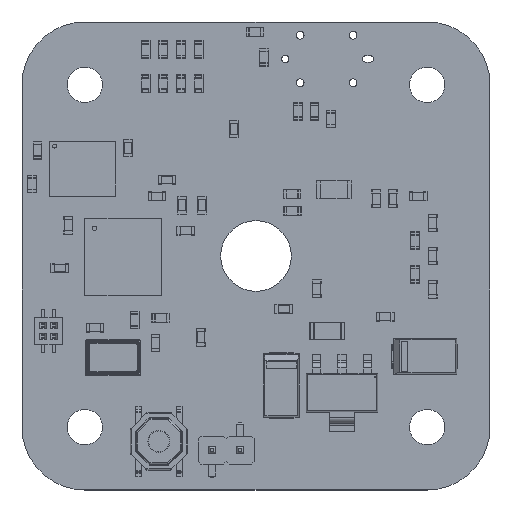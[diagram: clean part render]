
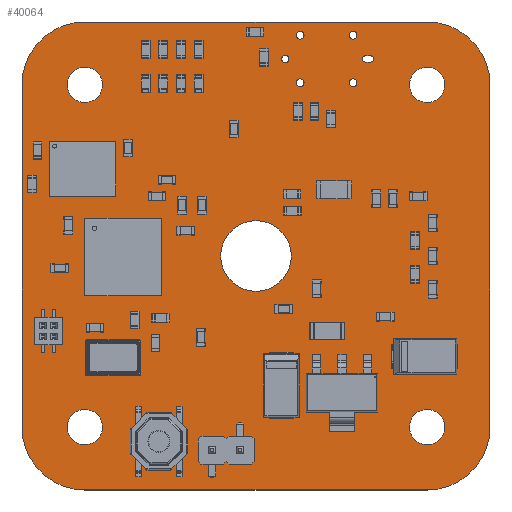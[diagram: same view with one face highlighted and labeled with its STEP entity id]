
A CAD part, top view. The second image highlights one B-rep face of the part: STEP entity #40064.
In plain terms, the highlighted planar face has unit normal (0, 0, 1).
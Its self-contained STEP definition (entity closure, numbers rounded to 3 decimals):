
#39769 = VERTEX_POINT('',#39770);
#39770 = CARTESIAN_POINT('',(164.3,-76.,1.51));
#39776 = EDGE_CURVE('',#39769,#39777,#39779,.T.);
#39777 = VERTEX_POINT('',#39778);
#39778 = CARTESIAN_POINT('',(170.,-81.7,1.51));
#39779 = CIRCLE('',#39780,5.7);
#39780 = AXIS2_PLACEMENT_3D('',#39781,#39782,#39783);
#39781 = CARTESIAN_POINT('',(164.3,-81.7,1.51));
#39782 = DIRECTION('',(0.,0.,-1.));
#39783 = DIRECTION('',(0.,1.,0.));
#39811 = VERTEX_POINT('',#39812);
#39812 = CARTESIAN_POINT('',(133.3,-76.,1.51));
#39818 = EDGE_CURVE('',#39811,#39769,#39819,.T.);
#39819 = LINE('',#39820,#39821);
#39820 = CARTESIAN_POINT('',(133.3,-76.,1.51));
#39821 = VECTOR('',#39822,1.);
#39822 = DIRECTION('',(1.,0.,0.));
#39840 = EDGE_CURVE('',#39777,#39841,#39843,.T.);
#39841 = VERTEX_POINT('',#39842);
#39842 = CARTESIAN_POINT('',(170.,-112.7,1.51));
#39843 = LINE('',#39844,#39845);
#39844 = CARTESIAN_POINT('',(170.,-81.7,1.51));
#39845 = VECTOR('',#39846,1.);
#39846 = DIRECTION('',(0.,-1.,0.));
#40064 = ADVANCED_FACE('',(#40065,#40111,#40122,#40133,#40144,#40155,
    #40166,#40177,#40188,#40199,#40210,#40246),#40257,.T.);
#40065 = FACE_BOUND('',#40066,.T.);
#40066 = EDGE_LOOP('',(#40067,#40068,#40069,#40078,#40086,#40095,#40103,
    #40110));
#40067 = ORIENTED_EDGE('',*,*,#39776,.F.);
#40068 = ORIENTED_EDGE('',*,*,#39818,.F.);
#40069 = ORIENTED_EDGE('',*,*,#40070,.F.);
#40070 = EDGE_CURVE('',#40071,#39811,#40073,.T.);
#40071 = VERTEX_POINT('',#40072);
#40072 = CARTESIAN_POINT('',(127.6,-81.7,1.51));
#40073 = CIRCLE('',#40074,5.7);
#40074 = AXIS2_PLACEMENT_3D('',#40075,#40076,#40077);
#40075 = CARTESIAN_POINT('',(133.3,-81.7,1.51));
#40076 = DIRECTION('',(0.,0.,-1.));
#40077 = DIRECTION('',(-1.,0.,-0.));
#40078 = ORIENTED_EDGE('',*,*,#40079,.F.);
#40079 = EDGE_CURVE('',#40080,#40071,#40082,.T.);
#40080 = VERTEX_POINT('',#40081);
#40081 = CARTESIAN_POINT('',(127.6,-112.7,1.51));
#40082 = LINE('',#40083,#40084);
#40083 = CARTESIAN_POINT('',(127.6,-112.7,1.51));
#40084 = VECTOR('',#40085,1.);
#40085 = DIRECTION('',(0.,1.,0.));
#40086 = ORIENTED_EDGE('',*,*,#40087,.F.);
#40087 = EDGE_CURVE('',#40088,#40080,#40090,.T.);
#40088 = VERTEX_POINT('',#40089);
#40089 = CARTESIAN_POINT('',(133.3,-118.4,1.51));
#40090 = CIRCLE('',#40091,5.7);
#40091 = AXIS2_PLACEMENT_3D('',#40092,#40093,#40094);
#40092 = CARTESIAN_POINT('',(133.3,-112.7,1.51));
#40093 = DIRECTION('',(0.,0.,-1.));
#40094 = DIRECTION('',(0.,-1.,0.));
#40095 = ORIENTED_EDGE('',*,*,#40096,.F.);
#40096 = EDGE_CURVE('',#40097,#40088,#40099,.T.);
#40097 = VERTEX_POINT('',#40098);
#40098 = CARTESIAN_POINT('',(164.3,-118.4,1.51));
#40099 = LINE('',#40100,#40101);
#40100 = CARTESIAN_POINT('',(164.3,-118.4,1.51));
#40101 = VECTOR('',#40102,1.);
#40102 = DIRECTION('',(-1.,0.,0.));
#40103 = ORIENTED_EDGE('',*,*,#40104,.F.);
#40104 = EDGE_CURVE('',#39841,#40097,#40105,.T.);
#40105 = CIRCLE('',#40106,5.7);
#40106 = AXIS2_PLACEMENT_3D('',#40107,#40108,#40109);
#40107 = CARTESIAN_POINT('',(164.3,-112.7,1.51));
#40108 = DIRECTION('',(0.,0.,-1.));
#40109 = DIRECTION('',(1.,0.,0.));
#40110 = ORIENTED_EDGE('',*,*,#39840,.F.);
#40111 = FACE_BOUND('',#40112,.T.);
#40112 = EDGE_LOOP('',(#40113));
#40113 = ORIENTED_EDGE('',*,*,#40114,.T.);
#40114 = EDGE_CURVE('',#40115,#40115,#40117,.T.);
#40115 = VERTEX_POINT('',#40116);
#40116 = CARTESIAN_POINT('',(133.3,-114.3,1.51));
#40117 = CIRCLE('',#40118,1.6);
#40118 = AXIS2_PLACEMENT_3D('',#40119,#40120,#40121);
#40119 = CARTESIAN_POINT('',(133.3,-112.7,1.51));
#40120 = DIRECTION('',(-0.,0.,-1.));
#40121 = DIRECTION('',(-0.,-1.,0.));
#40122 = FACE_BOUND('',#40123,.T.);
#40123 = EDGE_LOOP('',(#40124));
#40124 = ORIENTED_EDGE('',*,*,#40125,.T.);
#40125 = EDGE_CURVE('',#40126,#40126,#40128,.T.);
#40126 = VERTEX_POINT('',#40127);
#40127 = CARTESIAN_POINT('',(164.3,-114.3,1.51));
#40128 = CIRCLE('',#40129,1.6);
#40129 = AXIS2_PLACEMENT_3D('',#40130,#40131,#40132);
#40130 = CARTESIAN_POINT('',(164.3,-112.7,1.51));
#40131 = DIRECTION('',(-0.,0.,-1.));
#40132 = DIRECTION('',(-0.,-1.,0.));
#40133 = FACE_BOUND('',#40134,.T.);
#40134 = EDGE_LOOP('',(#40135));
#40135 = ORIENTED_EDGE('',*,*,#40136,.F.);
#40136 = EDGE_CURVE('',#40137,#40137,#40139,.T.);
#40137 = VERTEX_POINT('',#40138);
#40138 = CARTESIAN_POINT('',(152.,-97.2,1.51));
#40139 = CIRCLE('',#40140,3.2);
#40140 = AXIS2_PLACEMENT_3D('',#40141,#40142,#40143);
#40141 = CARTESIAN_POINT('',(148.8,-97.2,1.51));
#40142 = DIRECTION('',(0.,0.,1.));
#40143 = DIRECTION('',(1.,0.,-0.));
#40144 = FACE_BOUND('',#40145,.T.);
#40145 = EDGE_LOOP('',(#40146));
#40146 = ORIENTED_EDGE('',*,*,#40147,.T.);
#40147 = EDGE_CURVE('',#40148,#40148,#40150,.T.);
#40148 = VERTEX_POINT('',#40149);
#40149 = CARTESIAN_POINT('',(133.3,-83.3,1.51));
#40150 = CIRCLE('',#40151,1.6);
#40151 = AXIS2_PLACEMENT_3D('',#40152,#40153,#40154);
#40152 = CARTESIAN_POINT('',(133.3,-81.7,1.51));
#40153 = DIRECTION('',(-0.,0.,-1.));
#40154 = DIRECTION('',(-0.,-1.,0.));
#40155 = FACE_BOUND('',#40156,.T.);
#40156 = EDGE_LOOP('',(#40157));
#40157 = ORIENTED_EDGE('',*,*,#40158,.T.);
#40158 = EDGE_CURVE('',#40159,#40159,#40161,.T.);
#40159 = VERTEX_POINT('',#40160);
#40160 = CARTESIAN_POINT('',(152.8,-81.85,1.51));
#40161 = CIRCLE('',#40162,0.35);
#40162 = AXIS2_PLACEMENT_3D('',#40163,#40164,#40165);
#40163 = CARTESIAN_POINT('',(152.8,-81.5,1.51));
#40164 = DIRECTION('',(-0.,0.,-1.));
#40165 = DIRECTION('',(-0.,-1.,0.));
#40166 = FACE_BOUND('',#40167,.T.);
#40167 = EDGE_LOOP('',(#40168));
#40168 = ORIENTED_EDGE('',*,*,#40169,.T.);
#40169 = EDGE_CURVE('',#40170,#40170,#40172,.T.);
#40170 = VERTEX_POINT('',#40171);
#40171 = CARTESIAN_POINT('',(151.45,-79.68,1.51));
#40172 = CIRCLE('',#40173,0.33);
#40173 = AXIS2_PLACEMENT_3D('',#40174,#40175,#40176);
#40174 = CARTESIAN_POINT('',(151.45,-79.35,1.51));
#40175 = DIRECTION('',(-0.,0.,-1.));
#40176 = DIRECTION('',(-0.,-1.,0.));
#40177 = FACE_BOUND('',#40178,.T.);
#40178 = EDGE_LOOP('',(#40179));
#40179 = ORIENTED_EDGE('',*,*,#40180,.T.);
#40180 = EDGE_CURVE('',#40181,#40181,#40183,.T.);
#40181 = VERTEX_POINT('',#40182);
#40182 = CARTESIAN_POINT('',(152.8,-77.55,1.51));
#40183 = CIRCLE('',#40184,0.35);
#40184 = AXIS2_PLACEMENT_3D('',#40185,#40186,#40187);
#40185 = CARTESIAN_POINT('',(152.8,-77.2,1.51));
#40186 = DIRECTION('',(-0.,0.,-1.));
#40187 = DIRECTION('',(-0.,-1.,0.));
#40188 = FACE_BOUND('',#40189,.T.);
#40189 = EDGE_LOOP('',(#40190));
#40190 = ORIENTED_EDGE('',*,*,#40191,.T.);
#40191 = EDGE_CURVE('',#40192,#40192,#40194,.T.);
#40192 = VERTEX_POINT('',#40193);
#40193 = CARTESIAN_POINT('',(164.3,-83.3,1.51));
#40194 = CIRCLE('',#40195,1.6);
#40195 = AXIS2_PLACEMENT_3D('',#40196,#40197,#40198);
#40196 = CARTESIAN_POINT('',(164.3,-81.7,1.51));
#40197 = DIRECTION('',(-0.,0.,-1.));
#40198 = DIRECTION('',(-0.,-1.,0.));
#40199 = FACE_BOUND('',#40200,.T.);
#40200 = EDGE_LOOP('',(#40201));
#40201 = ORIENTED_EDGE('',*,*,#40202,.T.);
#40202 = EDGE_CURVE('',#40203,#40203,#40205,.T.);
#40203 = VERTEX_POINT('',#40204);
#40204 = CARTESIAN_POINT('',(157.6,-81.85,1.51));
#40205 = CIRCLE('',#40206,0.35);
#40206 = AXIS2_PLACEMENT_3D('',#40207,#40208,#40209);
#40207 = CARTESIAN_POINT('',(157.6,-81.5,1.51));
#40208 = DIRECTION('',(-0.,0.,-1.));
#40209 = DIRECTION('',(-0.,-1.,0.));
#40210 = FACE_BOUND('',#40211,.T.);
#40211 = EDGE_LOOP('',(#40212,#40223,#40231,#40240));
#40212 = ORIENTED_EDGE('',*,*,#40213,.T.);
#40213 = EDGE_CURVE('',#40214,#40216,#40218,.T.);
#40214 = VERTEX_POINT('',#40215);
#40215 = CARTESIAN_POINT('',(159.16,-79.06,1.51));
#40216 = VERTEX_POINT('',#40217);
#40217 = CARTESIAN_POINT('',(159.16,-79.64,1.51));
#40218 = CIRCLE('',#40219,0.29);
#40219 = AXIS2_PLACEMENT_3D('',#40220,#40221,#40222);
#40220 = CARTESIAN_POINT('',(159.16,-79.35,1.51));
#40221 = DIRECTION('',(-0.,0.,-1.));
#40222 = DIRECTION('',(-0.,-1.,0.));
#40223 = ORIENTED_EDGE('',*,*,#40224,.T.);
#40224 = EDGE_CURVE('',#40216,#40225,#40227,.T.);
#40225 = VERTEX_POINT('',#40226);
#40226 = CARTESIAN_POINT('',(158.74,-79.64,1.51));
#40227 = LINE('',#40228,#40229);
#40228 = CARTESIAN_POINT('',(79.37,-79.64,1.51));
#40229 = VECTOR('',#40230,1.);
#40230 = DIRECTION('',(-1.,0.,0.));
#40231 = ORIENTED_EDGE('',*,*,#40232,.T.);
#40232 = EDGE_CURVE('',#40225,#40233,#40235,.T.);
#40233 = VERTEX_POINT('',#40234);
#40234 = CARTESIAN_POINT('',(158.74,-79.06,1.51));
#40235 = CIRCLE('',#40236,0.29);
#40236 = AXIS2_PLACEMENT_3D('',#40237,#40238,#40239);
#40237 = CARTESIAN_POINT('',(158.74,-79.35,1.51));
#40238 = DIRECTION('',(0.,-0.,-1.));
#40239 = DIRECTION('',(0.,1.,-0.));
#40240 = ORIENTED_EDGE('',*,*,#40241,.T.);
#40241 = EDGE_CURVE('',#40233,#40214,#40242,.T.);
#40242 = LINE('',#40243,#40244);
#40243 = CARTESIAN_POINT('',(79.58,-79.06,1.51));
#40244 = VECTOR('',#40245,1.);
#40245 = DIRECTION('',(1.,0.,-0.));
#40246 = FACE_BOUND('',#40247,.T.);
#40247 = EDGE_LOOP('',(#40248));
#40248 = ORIENTED_EDGE('',*,*,#40249,.T.);
#40249 = EDGE_CURVE('',#40250,#40250,#40252,.T.);
#40250 = VERTEX_POINT('',#40251);
#40251 = CARTESIAN_POINT('',(157.6,-77.55,1.51));
#40252 = CIRCLE('',#40253,0.35);
#40253 = AXIS2_PLACEMENT_3D('',#40254,#40255,#40256);
#40254 = CARTESIAN_POINT('',(157.6,-77.2,1.51));
#40255 = DIRECTION('',(-0.,0.,-1.));
#40256 = DIRECTION('',(-0.,-1.,0.));
#40257 = PLANE('',#40258);
#40258 = AXIS2_PLACEMENT_3D('',#40259,#40260,#40261);
#40259 = CARTESIAN_POINT('',(0.,0.,1.51));
#40260 = DIRECTION('',(0.,0.,1.));
#40261 = DIRECTION('',(1.,0.,-0.));
